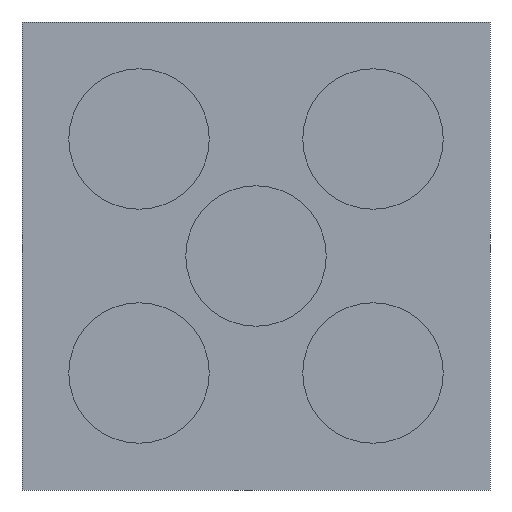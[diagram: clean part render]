
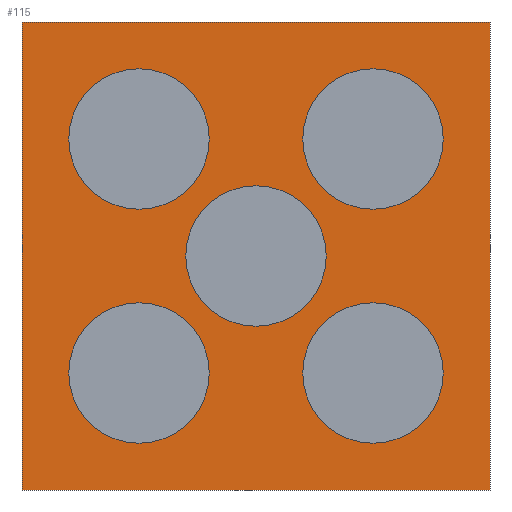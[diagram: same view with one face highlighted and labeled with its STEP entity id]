
A CAD part, front view. The second image highlights one B-rep face of the part: STEP entity #115.
In plain terms, the highlighted planar face has unit normal (0, -1, 0).
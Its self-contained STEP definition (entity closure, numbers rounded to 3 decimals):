
#115=ADVANCED_FACE('',(#227,#228,#229,#230,#231,#232),#233,.F.);
#227=FACE_BOUND('',#342,.T.);
#228=FACE_BOUND('',#343,.T.);
#229=FACE_BOUND('',#344,.T.);
#230=FACE_BOUND('',#345,.T.);
#231=FACE_BOUND('',#346,.T.);
#232=FACE_OUTER_BOUND('',#347,.T.);
#233=PLANE('',#348);
#342=EDGE_LOOP('',(#578,#579));
#343=EDGE_LOOP('',(#580,#581));
#344=EDGE_LOOP('',(#582,#583));
#345=EDGE_LOOP('',(#584,#585));
#346=EDGE_LOOP('',(#586,#587));
#347=EDGE_LOOP('',(#588,#589,#590,#591));
#348=AXIS2_PLACEMENT_3D('',#592,#593,#594);
#578=ORIENTED_EDGE('',*,*,#673,.T.);
#579=ORIENTED_EDGE('',*,*,#671,.T.);
#580=ORIENTED_EDGE('',*,*,#677,.T.);
#581=ORIENTED_EDGE('',*,*,#666,.T.);
#582=ORIENTED_EDGE('',*,*,#681,.T.);
#583=ORIENTED_EDGE('',*,*,#661,.T.);
#584=ORIENTED_EDGE('',*,*,#685,.T.);
#585=ORIENTED_EDGE('',*,*,#656,.T.);
#586=ORIENTED_EDGE('',*,*,#689,.T.);
#587=ORIENTED_EDGE('',*,*,#651,.T.);
#588=ORIENTED_EDGE('',*,*,#719,.T.);
#589=ORIENTED_EDGE('',*,*,#715,.F.);
#590=ORIENTED_EDGE('',*,*,#720,.F.);
#591=ORIENTED_EDGE('',*,*,#712,.F.);
#592=CARTESIAN_POINT('',(4.0,0.0,4.0));
#593=DIRECTION('',(0.0,1.0,0.0));
#594=DIRECTION('',(0.0,0.0,1.0));
#651=EDGE_CURVE('',#764,#768,#770,.T.);
#656=EDGE_CURVE('',#773,#777,#779,.T.);
#661=EDGE_CURVE('',#782,#786,#788,.T.);
#666=EDGE_CURVE('',#791,#795,#797,.T.);
#671=EDGE_CURVE('',#800,#804,#806,.T.);
#673=EDGE_CURVE('',#804,#800,#808,.T.);
#677=EDGE_CURVE('',#795,#791,#812,.T.);
#681=EDGE_CURVE('',#786,#782,#816,.T.);
#685=EDGE_CURVE('',#777,#773,#820,.T.);
#689=EDGE_CURVE('',#768,#764,#824,.T.);
#712=EDGE_CURVE('',#849,#844,#851,.T.);
#715=EDGE_CURVE('',#854,#856,#857,.T.);
#719=EDGE_CURVE('',#849,#856,#862,.T.);
#720=EDGE_CURVE('',#844,#854,#863,.T.);
#764=VERTEX_POINT('',#915);
#768=VERTEX_POINT('',#920);
#770=CIRCLE('',#923,2.4);
#773=VERTEX_POINT('',#926);
#777=VERTEX_POINT('',#931);
#779=CIRCLE('',#934,2.4);
#782=VERTEX_POINT('',#937);
#786=VERTEX_POINT('',#942);
#788=CIRCLE('',#945,2.4);
#791=VERTEX_POINT('',#948);
#795=VERTEX_POINT('',#953);
#797=CIRCLE('',#956,2.4);
#800=VERTEX_POINT('',#959);
#804=VERTEX_POINT('',#964);
#806=CIRCLE('',#967,2.4);
#808=CIRCLE('',#969,2.4);
#812=CIRCLE('',#973,2.4);
#816=CIRCLE('',#977,2.4);
#820=CIRCLE('',#981,2.4);
#824=CIRCLE('',#985,2.4);
#844=VERTEX_POINT('',#1005);
#849=VERTEX_POINT('',#1012);
#851=LINE('',#1015,#1016);
#854=VERTEX_POINT('',#1019);
#856=VERTEX_POINT('',#1022);
#857=LINE('',#1023,#1024);
#862=LINE('',#1031,#1032);
#863=LINE('',#1033,#1034);
#915=CARTESIAN_POINT('',(2.4,0.0,0.));
#920=CARTESIAN_POINT('',(-2.4,0.0,0.));
#923=AXIS2_PLACEMENT_3D('',#1079,#1080,#1081);
#926=CARTESIAN_POINT('',(2.4,0.0,8.0));
#931=CARTESIAN_POINT('',(-2.4,0.0,8.0));
#934=AXIS2_PLACEMENT_3D('',#1087,#1088,#1089);
#937=CARTESIAN_POINT('',(10.4,0.0,0.));
#942=CARTESIAN_POINT('',(5.6,0.0,0.));
#945=AXIS2_PLACEMENT_3D('',#1095,#1096,#1097);
#948=CARTESIAN_POINT('',(10.4,0.0,8.0));
#953=CARTESIAN_POINT('',(5.6,0.0,8.0));
#956=AXIS2_PLACEMENT_3D('',#1103,#1104,#1105);
#959=CARTESIAN_POINT('',(6.4,0.0,4.0));
#964=CARTESIAN_POINT('',(1.6,0.0,4.0));
#967=AXIS2_PLACEMENT_3D('',#1111,#1112,#1113);
#969=AXIS2_PLACEMENT_3D('',#1114,#1115,#1116);
#973=AXIS2_PLACEMENT_3D('',#1120,#1121,#1122);
#977=AXIS2_PLACEMENT_3D('',#1126,#1127,#1128);
#981=AXIS2_PLACEMENT_3D('',#1132,#1133,#1134);
#985=AXIS2_PLACEMENT_3D('',#1138,#1139,#1140);
#1005=CARTESIAN_POINT('',(12.0,0.0,12.0));
#1012=CARTESIAN_POINT('',(-4.0,0.0,12.0));
#1015=CARTESIAN_POINT('',(4.0,0.0,12.0));
#1016=VECTOR('',#1171,1.0);
#1019=CARTESIAN_POINT('',(12.0,0.0,-4.0));
#1022=CARTESIAN_POINT('',(-4.0,0.0,-4.0));
#1023=CARTESIAN_POINT('',(4.0,0.0,-4.0));
#1024=VECTOR('',#1173,1.0);
#1031=CARTESIAN_POINT('',(-4.0,0.0,4.0));
#1032=VECTOR('',#1176,1.0);
#1033=CARTESIAN_POINT('',(12.0,0.0,4.0));
#1034=VECTOR('',#1177,1.0);
#1079=CARTESIAN_POINT('',(0.0,0.0,0.0));
#1080=DIRECTION('',(-0.0,1.0,0.0));
#1081=DIRECTION('',(1.0,0.0,0.0));
#1087=CARTESIAN_POINT('',(0.0,0.0,8.0));
#1088=DIRECTION('',(-0.0,1.0,0.0));
#1089=DIRECTION('',(1.0,0.0,0.0));
#1095=CARTESIAN_POINT('',(8.0,0.0,0.0));
#1096=DIRECTION('',(-0.0,1.0,0.0));
#1097=DIRECTION('',(1.0,0.0,0.0));
#1103=CARTESIAN_POINT('',(8.0,0.0,8.0));
#1104=DIRECTION('',(-0.0,1.0,0.0));
#1105=DIRECTION('',(1.0,0.0,0.0));
#1111=CARTESIAN_POINT('',(4.0,0.0,4.0));
#1112=DIRECTION('',(-0.0,1.0,0.0));
#1113=DIRECTION('',(1.0,0.0,0.0));
#1114=CARTESIAN_POINT('',(4.0,0.0,4.0));
#1115=DIRECTION('',(-0.0,1.0,0.0));
#1116=DIRECTION('',(1.0,0.0,0.0));
#1120=CARTESIAN_POINT('',(8.0,0.0,8.0));
#1121=DIRECTION('',(-0.0,1.0,0.0));
#1122=DIRECTION('',(1.0,0.0,0.0));
#1126=CARTESIAN_POINT('',(8.0,0.0,0.0));
#1127=DIRECTION('',(-0.0,1.0,0.0));
#1128=DIRECTION('',(1.0,0.0,0.0));
#1132=CARTESIAN_POINT('',(0.0,0.0,8.0));
#1133=DIRECTION('',(-0.0,1.0,0.0));
#1134=DIRECTION('',(1.0,0.0,0.0));
#1138=CARTESIAN_POINT('',(0.0,0.0,0.0));
#1139=DIRECTION('',(-0.0,1.0,0.0));
#1140=DIRECTION('',(1.0,0.0,0.0));
#1171=DIRECTION('',(1.0,0.0,0.0));
#1173=DIRECTION('',(-1.0,0.0,0.0));
#1176=DIRECTION('',(0.0,0.0,-1.0));
#1177=DIRECTION('',(0.0,0.0,-1.0));
